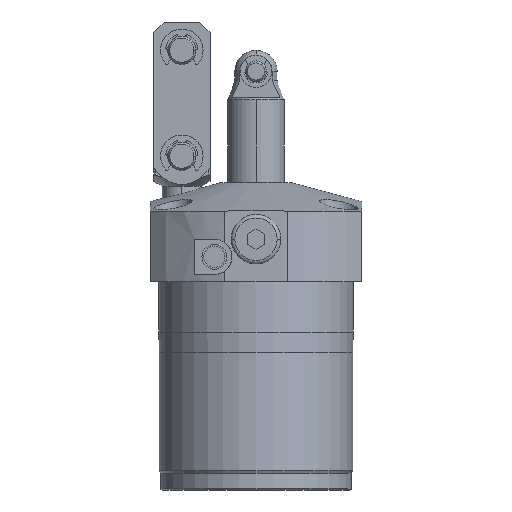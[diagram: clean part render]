
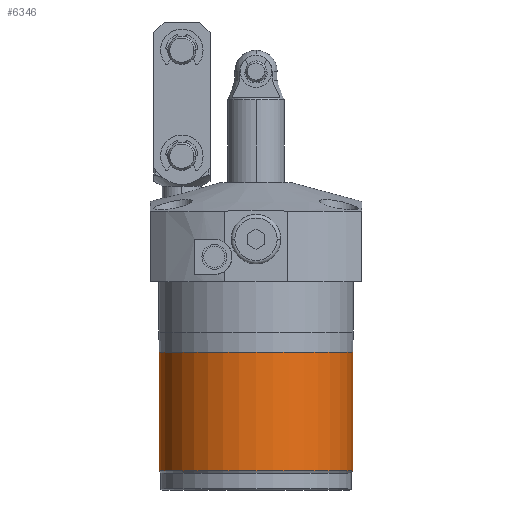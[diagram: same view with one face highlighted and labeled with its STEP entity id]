
A CAD part, front view. The second image highlights one B-rep face of the part: STEP entity #6346.
In plain terms, the highlighted cylindrical face has radius 27.4 mm (diameter 54.8 mm), a partial arc.
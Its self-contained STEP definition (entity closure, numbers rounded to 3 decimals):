
#362 = CYLINDRICAL_SURFACE ( 'NONE', #366, 27.4 ) ;
#365 = FACE_OUTER_BOUND ( 'NONE', #8171, .T. ) ;
#366 = AXIS2_PLACEMENT_3D ( 'NONE', #3576, #3577, #3578 ) ;
#735 = VECTOR ( 'NONE', #6846, 1000. ) ;
#737 = VECTOR ( 'NONE', #6840, 1000. ) ;
#909 = CIRCLE ( 'NONE', #4989, 27.4 ) ;
#910 = CIRCLE ( 'NONE', #4997, 27.4 ) ;
#1153 = EDGE_CURVE ( 'NONE', #1964, #7995, #6838, .T. ) ;
#1155 = EDGE_CURVE ( 'NONE', #1963, #7928, #6844, .T. ) ;
#1963 = VERTEX_POINT ( 'NONE', #5357 ) ;
#1964 = VERTEX_POINT ( 'NONE', #5358 ) ;
#2822 = ORIENTED_EDGE ( 'NONE', *, *, #1155, .T. ) ;
#2823 = ORIENTED_EDGE ( 'NONE', *, *, #6160, .T. ) ;
#2824 = ORIENTED_EDGE ( 'NONE', *, *, #1153, .F. ) ;
#2825 = ORIENTED_EDGE ( 'NONE', *, *, #6161, .F. ) ;
#2985 = CARTESIAN_POINT ( 'NONE',  ( 0., 0., -53.507 ) ) ;
#2986 = DIRECTION ( 'NONE',  ( 0., 0., 1. ) ) ;
#2987 = DIRECTION ( 'NONE',  ( 1., 0., 0. ) ) ;
#2988 = CARTESIAN_POINT ( 'NONE',  ( 0., 0., -20. ) ) ;
#2989 = DIRECTION ( 'NONE',  ( 0., 0., 1. ) ) ;
#2990 = DIRECTION ( 'NONE',  ( 1., 0., 0. ) ) ;
#3576 = CARTESIAN_POINT ( 'NONE',  ( 0., 0., 100. ) ) ;
#3577 = DIRECTION ( 'NONE',  ( 0., 0., 1. ) ) ;
#3578 = DIRECTION ( 'NONE',  ( 1., 0., 0. ) ) ;
#3641 = CARTESIAN_POINT ( 'NONE',  ( 27.4, 0., -20. ) ) ;
#3649 = CARTESIAN_POINT ( 'NONE',  ( -27.4, 0., -20. ) ) ;
#4989 = AXIS2_PLACEMENT_3D ( 'NONE', #2988, #2989, #2990 ) ;
#4997 = AXIS2_PLACEMENT_3D ( 'NONE', #2985, #2986, #2987 ) ;
#5357 = CARTESIAN_POINT ( 'NONE',  ( 27.4, 0., -53.507 ) ) ;
#5358 = CARTESIAN_POINT ( 'NONE',  ( -27.4, 0., -53.507 ) ) ;
#6160 = EDGE_CURVE ( 'NONE', #1964, #1963, #910, .T. ) ;
#6161 = EDGE_CURVE ( 'NONE', #7995, #7928, #909, .T. ) ;
#6346 = ADVANCED_FACE ( 'NONE', ( #365 ), #362, .T. ) ;
#6838 = LINE ( 'NONE', #6839, #737 ) ;
#6839 = CARTESIAN_POINT ( 'NONE',  ( -27.4, 0., 100. ) ) ;
#6840 = DIRECTION ( 'NONE',  ( 0., 0., 1. ) ) ;
#6844 = LINE ( 'NONE', #6845, #735 ) ;
#6845 = CARTESIAN_POINT ( 'NONE',  ( 27.4, 0., 100. ) ) ;
#6846 = DIRECTION ( 'NONE',  ( 0., 0., 1. ) ) ;
#7928 = VERTEX_POINT ( 'NONE', #3641 ) ;
#7995 = VERTEX_POINT ( 'NONE', #3649 ) ;
#8171 = EDGE_LOOP ( 'NONE', ( #2824, #2823, #2822, #2825 ) ) ;
